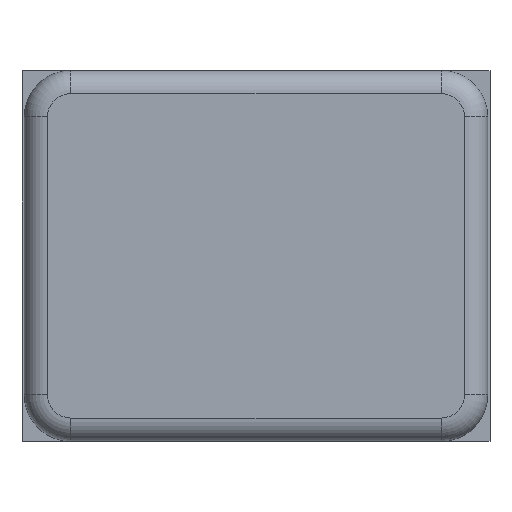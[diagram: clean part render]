
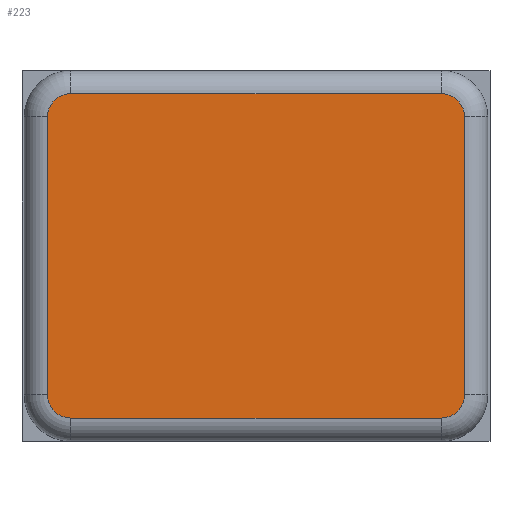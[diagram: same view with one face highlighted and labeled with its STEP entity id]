
A CAD part, top view. The second image highlights one B-rep face of the part: STEP entity #223.
In plain terms, the highlighted planar face has unit normal (0, 0, 1).
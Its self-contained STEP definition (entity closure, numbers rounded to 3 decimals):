
#13=DIRECTION('',(0.,0.,1.));
#36=DIRECTION('',(0.,-1.,0.));
#46=VECTOR('',#47,1.);
#47=DIRECTION('',(-0.,-1.,-0.));
#51=DIRECTION('',(1.,0.,0.));
#62=DIRECTION('',(-1.,0.,0.));
#82=VERTEX_POINT('',#83);
#83=CARTESIAN_POINT('',(-0.9,0.6,0.7));
#91=VERTEX_POINT('',#92);
#92=CARTESIAN_POINT('',(-0.9,-0.6,0.7));
#97=EDGE_CURVE('',#82,#91,#98,.T.);
#98=LINE('',#83,#46);
#123=DIRECTION('',(0.,-0.,1.));
#124=DIRECTION('',(0.,1.,0.));
#136=VECTOR('',#51,1.);
#142=VECTOR('',#124,1.);
#152=ORIENTED_EDGE('',*,*,#153,.T.);
#153=EDGE_CURVE('',#91,#154,#156,.T.);
#154=VERTEX_POINT('',#155);
#155=CARTESIAN_POINT('',(-0.8,-0.7,0.7));
#156=CIRCLE('',#157,0.1);
#157=AXIS2_PLACEMENT_3D('',#158,#13,#62);
#158=CARTESIAN_POINT('',(-0.8,-0.6,0.7));
#210=VERTEX_POINT('',#211);
#211=CARTESIAN_POINT('',(-0.8,0.7,0.7));
#215=ORIENTED_EDGE('',*,*,#216,.T.);
#216=EDGE_CURVE('',#210,#82,#217,.T.);
#217=CIRCLE('',#218,0.1);
#218=AXIS2_PLACEMENT_3D('',#219,#123,#124);
#219=CARTESIAN_POINT('',(-0.8,0.6,0.7));
#223=ADVANCED_FACE('',(#224),#257,.T.);
#224=FACE_BOUND('',#225,.T.);
#225=EDGE_LOOP('',(#226,#231,#239,#244,#251,#215,#256,#152));
#226=ORIENTED_EDGE('',*,*,#227,.T.);
#227=EDGE_CURVE('',#154,#228,#230,.T.);
#228=VERTEX_POINT('',#229);
#229=CARTESIAN_POINT('',(0.8,-0.7,0.7));
#230=LINE('',#155,#136);
#231=ORIENTED_EDGE('',*,*,#232,.T.);
#232=EDGE_CURVE('',#228,#233,#235,.T.);
#233=VERTEX_POINT('',#234);
#234=CARTESIAN_POINT('',(0.9,-0.6,0.7));
#235=CIRCLE('',#236,0.1);
#236=AXIS2_PLACEMENT_3D('',#237,#238,#36);
#237=CARTESIAN_POINT('',(0.8,-0.6,0.7));
#238=DIRECTION('',(-0.,0.,1.));
#239=ORIENTED_EDGE('',*,*,#240,.T.);
#240=EDGE_CURVE('',#233,#241,#243,.T.);
#241=VERTEX_POINT('',#242);
#242=CARTESIAN_POINT('',(0.9,0.6,0.7));
#243=LINE('',#234,#142);
#244=ORIENTED_EDGE('',*,*,#245,.T.);
#245=EDGE_CURVE('',#241,#246,#248,.T.);
#246=VERTEX_POINT('',#247);
#247=CARTESIAN_POINT('',(0.8,0.7,0.7));
#248=CIRCLE('',#249,0.1);
#249=AXIS2_PLACEMENT_3D('',#250,#13,#51);
#250=CARTESIAN_POINT('',(0.8,0.6,0.7));
#251=ORIENTED_EDGE('',*,*,#252,.T.);
#252=EDGE_CURVE('',#246,#210,#253,.T.);
#253=LINE('',#247,#254);
#254=VECTOR('',#255,1.);
#255=DIRECTION('',(-1.,-0.,-0.));
#256=ORIENTED_EDGE('',*,*,#97,.T.);
#257=PLANE('',#258);
#258=AXIS2_PLACEMENT_3D('',#259,#13,#51);
#259=CARTESIAN_POINT('',(-1.,-0.8,0.7));
